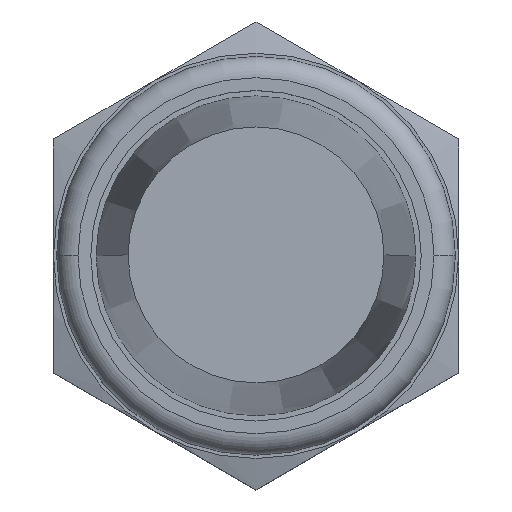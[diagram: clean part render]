
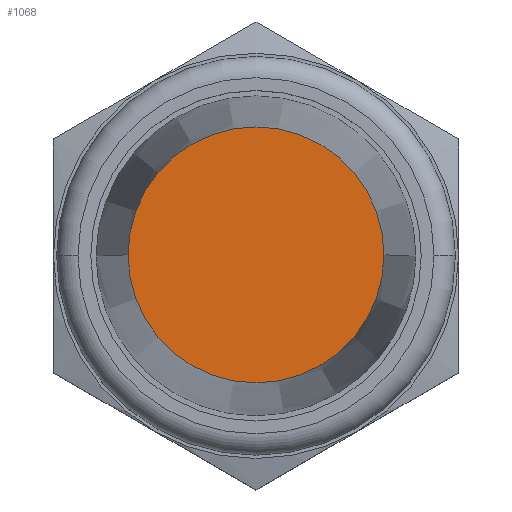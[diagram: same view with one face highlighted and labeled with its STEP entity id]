
A CAD part, top view. The second image highlights one B-rep face of the part: STEP entity #1068.
In plain terms, the highlighted planar face has unit normal (0, 0, 1).
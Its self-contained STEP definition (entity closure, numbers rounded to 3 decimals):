
#107 = CARTESIAN_POINT ( 'NONE',  ( 0., 0., 33.3 ) ) ;
#117 = CARTESIAN_POINT ( 'NONE',  ( 6., 0., 33.3 ) ) ;
#120 = CARTESIAN_POINT ( 'NONE',  ( -6., 0., 33.3 ) ) ;
#121 = DIRECTION ( 'NONE',  ( -1., 0., 0. ) ) ;
#122 = DIRECTION ( 'NONE',  ( 0., 0., -1. ) ) ;
#123 = CARTESIAN_POINT ( 'NONE',  ( 0., 0., 33.3 ) ) ;
#124 = AXIS2_PLACEMENT_3D ( 'NONE', #123, #122, #121 ) ;
#125 = CIRCLE ( 'NONE', #124, 6. ) ;
#126 = DIRECTION ( 'NONE',  ( -1., 0., 0. ) ) ;
#127 = DIRECTION ( 'NONE',  ( 0., 0., -1. ) ) ;
#128 = AXIS2_PLACEMENT_3D ( 'NONE', #107, #127, #126 ) ;
#129 = CIRCLE ( 'NONE', #128, 6. ) ;
#169 = DIRECTION ( 'NONE',  ( 0., 1., 0. ) ) ;
#170 = DIRECTION ( 'NONE',  ( 0., 0., 1. ) ) ;
#171 = CARTESIAN_POINT ( 'NONE',  ( 6.072, -6.072, 33.3 ) ) ;
#192 = FACE_OUTER_BOUND ( 'NONE', #1101, .T. ) ;
#208 = PLANE ( 'NONE',  #210 ) ;
#210 = AXIS2_PLACEMENT_3D ( 'NONE', #171, #170, #169 ) ;
#1029 = ORIENTED_EDGE ( 'NONE', *, *, #1033, .F. ) ;
#1030 = ORIENTED_EDGE ( 'NONE', *, *, #1031, .F. ) ;
#1031 = EDGE_CURVE ( 'NONE', #1035, #1034, #129, .T. ) ;
#1033 = EDGE_CURVE ( 'NONE', #1034, #1035, #125, .T. ) ;
#1034 = VERTEX_POINT ( 'NONE', #120 ) ;
#1035 = VERTEX_POINT ( 'NONE', #117 ) ;
#1068 = ADVANCED_FACE ( 'NONE', ( #192 ), #208, .T. ) ;
#1101 = EDGE_LOOP ( 'NONE', ( #1029, #1030 ) ) ;
